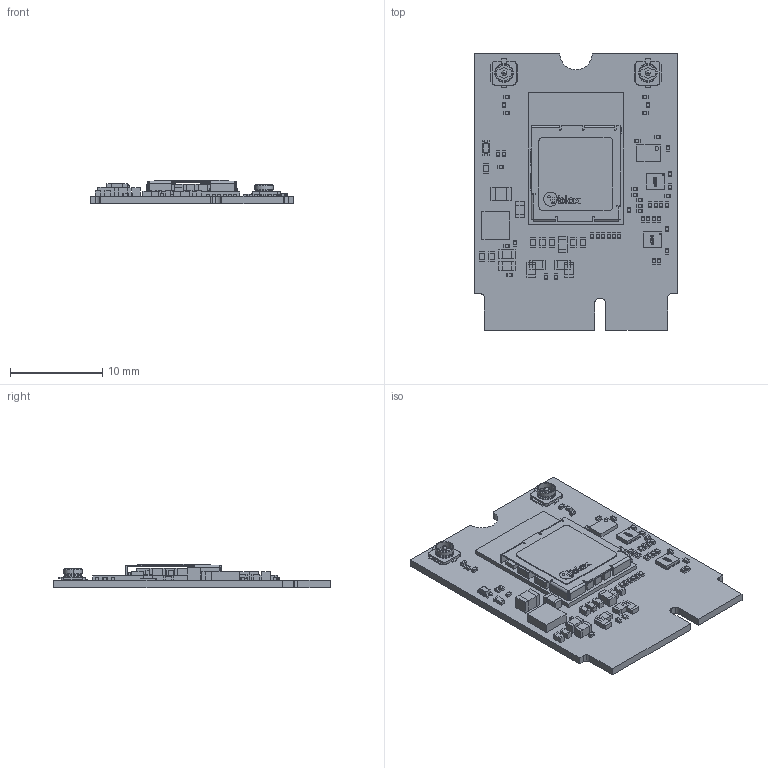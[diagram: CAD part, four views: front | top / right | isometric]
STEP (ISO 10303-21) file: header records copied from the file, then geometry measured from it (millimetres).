
FILE_DESCRIPTION(('Open CASCADE Model'),'2;1');
FILE_NAME('Open CASCADE Shape Model','2024-04-24T12:48:45',('Author'),( 'Open CASCADE'),'Open CASCADE STEP processor 7.5','Open CASCADE 7.5' ,'Unknown');
FILE_SCHEMA(('AUTOMOTIVE_DESIGN { 1 0 10303 214 1 1 1 1 }'));
Length unit declared in the file: millimetre
Products named in the file (208): PCB; Board; Open CASCADE STEP translator 7.5 1.1.1; L3; 2397372631040; Extruded; 2397372630800; L2; R41; 2397372629040; 2397372628880; R40; 2397393828144; R39; C27; 2397393829664; C26; R38; R7; U5; 2397372628560; Cylinder; 2397372628400; U4; IC_NXP_Semiconductors_NTB0104GU12_115_eec; NXP Semiconductors NTB0104GU12,115 1; NXP Semiconductors NTB0104GU12,115 2; NXP ss; R37; R36; C25; C24; 2397393829264; C23; C21; R6; R5; R20; R16; 2397372629440 ...
Assembly tree (519 placements, depth 7):
  PCB
    Board
      Open CASCADE STEP translator 7.5 1.1.1
    L3
      2397372631040  x2
        Extruded
      2397372630800
        Extruded
    L2
      2397372631040  x2
        Extruded
      2397372630800
        Extruded
    R41
      2397372629040
        Extruded
      2397372628880  x2
        Extruded
    R40
      2397372629040
        Extruded
      2397393828144  x2
        Extruded
    R39
      2397372628880  x2
        Extruded
      2397372629040
        Extruded
    C27
      2397393829664
        Extruded
      2397372631040  x2
        Extruded
    C26
      2397372631040  x2
        Extruded
      2397393829664
        Extruded
    R38
      2397372629040
        Extruded
      2397393828144  x2
        Extruded
    R7
      2397393828144  x2
        Extruded
      2397372629040
        Extruded
    U5
      2397372628560
        Cylinder
      2397372628400
        Extruded
    U4
      IC_NXP_Semiconductors_NTB0104GU12_115_eec
        NXP Semiconductors NTB0104GU12,115 1
        NXP Semiconductors NTB0104GU12,115 2
        NXP ss
    R37
      2397372629040
Bounding box: 22 x 30 x 2.6 mm (x, y, z)
Volume: 723.8 mm3; surface area: 2832.7 mm2
Topology: 397 solids, 398 shells, 4944 faces, 11988 edges, 7962 vertices
Faces by surface type: plane 4599, cylinder 198, bspline 127, cone 16, revolution 4
Full cylindrical faces by diameter (mm): 0.106 x2, 0.2 x116, 0.4 x2
Entity records: 40725 total; most frequent: CARTESIAN_POINT 7393, DIRECTION 5698, ORIENTED_EDGE 5038, EDGE_CURVE 2520, AXIS2_PLACEMENT_3D 1924, LINE 1848, VECTOR 1848, VERTEX_POINT 1657
